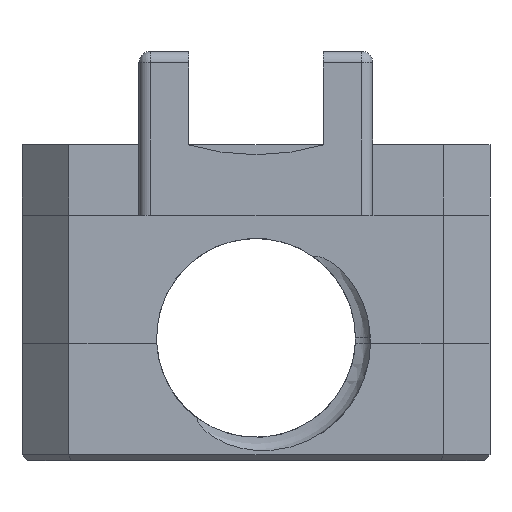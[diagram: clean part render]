
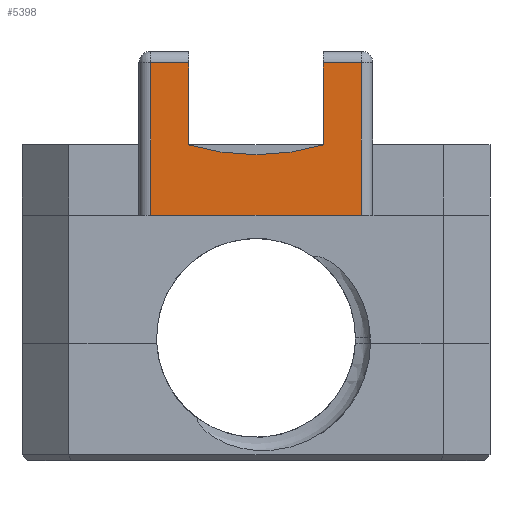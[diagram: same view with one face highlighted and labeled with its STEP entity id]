
A CAD part, front view. The second image highlights one B-rep face of the part: STEP entity #5398.
In plain terms, the highlighted planar face has unit normal (0, -1, 0).
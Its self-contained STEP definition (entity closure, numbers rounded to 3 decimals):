
#311 = PLANE('',#312);
#312 = AXIS2_PLACEMENT_3D('',#313,#314,#315);
#313 = CARTESIAN_POINT('',(0.,-35.,10.5));
#314 = DIRECTION('',(0.,0.,1.));
#315 = DIRECTION('',(0.,1.,0.));
#1619 = CYLINDRICAL_SURFACE('',#1620,1.);
#1620 = AXIS2_PLACEMENT_3D('',#1621,#1622,#1623);
#1621 = CARTESIAN_POINT('',(9.,-79.,23.5));
#1622 = DIRECTION('',(-0.,0.,-1.));
#1623 = DIRECTION('',(1.,0.,0.));
#1970 = CYLINDRICAL_SURFACE('',#1971,20.);
#1971 = AXIS2_PLACEMENT_3D('',#1972,#1973,#1974);
#1972 = CARTESIAN_POINT('',(0.,-80.,35.656));
#1973 = DIRECTION('',(0.,-1.,0.));
#1974 = DIRECTION('',(1.,0.,0.));
#2152 = VERTEX_POINT('',#2153);
#2153 = CARTESIAN_POINT('',(-9.,-80.,10.5));
#2168 = CYLINDRICAL_SURFACE('',#2169,1.);
#2169 = AXIS2_PLACEMENT_3D('',#2170,#2171,#2172);
#2170 = CARTESIAN_POINT('',(-9.,-79.,10.5));
#2171 = DIRECTION('',(0.,0.,1.));
#2172 = DIRECTION('',(-1.,0.,0.));
#2180 = EDGE_CURVE('',#2181,#2152,#2183,.T.);
#2181 = VERTEX_POINT('',#2182);
#2182 = CARTESIAN_POINT('',(9.,-80.,10.5));
#2183 = SURFACE_CURVE('',#2184,(#2188,#2195),.PCURVE_S1.);
#2184 = LINE('',#2185,#2186);
#2185 = CARTESIAN_POINT('',(10.,-80.,10.5));
#2186 = VECTOR('',#2187,1.);
#2187 = DIRECTION('',(-1.,0.,0.));
#2188 = PCURVE('',#311,#2189);
#2189 = DEFINITIONAL_REPRESENTATION('',(#2190),#2194);
#2190 = LINE('',#2191,#2192);
#2191 = CARTESIAN_POINT('',(-45.,-10.));
#2192 = VECTOR('',#2193,1.);
#2193 = DIRECTION('',(0.,1.));
#2194 = ( GEOMETRIC_REPRESENTATION_CONTEXT(2) 
PARAMETRIC_REPRESENTATION_CONTEXT() REPRESENTATION_CONTEXT('2D SPACE',''
  ) );
#2195 = PCURVE('',#2196,#2201);
#2196 = PLANE('',#2197);
#2197 = AXIS2_PLACEMENT_3D('',#2198,#2199,#2200);
#2198 = CARTESIAN_POINT('',(10.,-80.,10.5));
#2199 = DIRECTION('',(0.,-1.,0.));
#2200 = DIRECTION('',(-1.,0.,0.));
#2201 = DEFINITIONAL_REPRESENTATION('',(#2202),#2206);
#2202 = LINE('',#2203,#2204);
#2203 = CARTESIAN_POINT('',(0.,-0.));
#2204 = VECTOR('',#2205,1.);
#2205 = DIRECTION('',(1.,0.));
#2206 = ( GEOMETRIC_REPRESENTATION_CONTEXT(2) 
PARAMETRIC_REPRESENTATION_CONTEXT() REPRESENTATION_CONTEXT('2D SPACE',''
  ) );
#2483 = VERTEX_POINT('',#2484);
#2484 = CARTESIAN_POINT('',(9.,-80.,23.5));
#2509 = EDGE_CURVE('',#2483,#2181,#2510,.T.);
#2510 = SURFACE_CURVE('',#2511,(#2515,#2522),.PCURVE_S1.);
#2511 = LINE('',#2512,#2513);
#2512 = CARTESIAN_POINT('',(9.,-80.,23.5));
#2513 = VECTOR('',#2514,1.);
#2514 = DIRECTION('',(-0.,0.,-1.));
#2515 = PCURVE('',#1619,#2516);
#2516 = DEFINITIONAL_REPRESENTATION('',(#2517),#2521);
#2517 = LINE('',#2518,#2519);
#2518 = CARTESIAN_POINT('',(1.571,0.));
#2519 = VECTOR('',#2520,1.);
#2520 = DIRECTION('',(0.,1.));
#2521 = ( GEOMETRIC_REPRESENTATION_CONTEXT(2) 
PARAMETRIC_REPRESENTATION_CONTEXT() REPRESENTATION_CONTEXT('2D SPACE',''
  ) );
#2522 = PCURVE('',#2196,#2523);
#2523 = DEFINITIONAL_REPRESENTATION('',(#2524),#2528);
#2524 = LINE('',#2525,#2526);
#2525 = CARTESIAN_POINT('',(1.,-13.));
#2526 = VECTOR('',#2527,1.);
#2527 = DIRECTION('',(0.,1.));
#2528 = ( GEOMETRIC_REPRESENTATION_CONTEXT(2) 
PARAMETRIC_REPRESENTATION_CONTEXT() REPRESENTATION_CONTEXT('2D SPACE',''
  ) );
#4631 = EDGE_CURVE('',#4632,#4634,#4636,.T.);
#4632 = VERTEX_POINT('',#4633);
#4633 = CARTESIAN_POINT('',(-5.75,-80.,16.5));
#4634 = VERTEX_POINT('',#4635);
#4635 = CARTESIAN_POINT('',(5.75,-80.,16.5));
#4636 = SURFACE_CURVE('',#4637,(#4642,#4649),.PCURVE_S1.);
#4637 = CIRCLE('',#4638,20.);
#4638 = AXIS2_PLACEMENT_3D('',#4639,#4640,#4641);
#4639 = CARTESIAN_POINT('',(0.,-80.,35.656));
#4640 = DIRECTION('',(0.,-1.,0.));
#4641 = DIRECTION('',(1.,0.,0.));
#4642 = PCURVE('',#1970,#4643);
#4643 = DEFINITIONAL_REPRESENTATION('',(#4644),#4648);
#4644 = LINE('',#4645,#4646);
#4645 = CARTESIAN_POINT('',(0.,0.));
#4646 = VECTOR('',#4647,1.);
#4647 = DIRECTION('',(1.,0.));
#4648 = ( GEOMETRIC_REPRESENTATION_CONTEXT(2) 
PARAMETRIC_REPRESENTATION_CONTEXT() REPRESENTATION_CONTEXT('2D SPACE',''
  ) );
#4649 = PCURVE('',#2196,#4650);
#4650 = DEFINITIONAL_REPRESENTATION('',(#4651),#4655);
#4651 = CIRCLE('',#4652,20.);
#4652 = AXIS2_PLACEMENT_2D('',#4653,#4654);
#4653 = CARTESIAN_POINT('',(10.,-25.156));
#4654 = DIRECTION('',(-1.,-0.));
#4655 = ( GEOMETRIC_REPRESENTATION_CONTEXT(2) 
PARAMETRIC_REPRESENTATION_CONTEXT() REPRESENTATION_CONTEXT('2D SPACE',''
  ) );
#4673 = PLANE('',#4674);
#4674 = AXIS2_PLACEMENT_3D('',#4675,#4676,#4677);
#4675 = CARTESIAN_POINT('',(-5.75,-80.,16.5));
#4676 = DIRECTION('',(1.,0.,0.));
#4677 = DIRECTION('',(0.,0.,1.));
#5251 = PLANE('',#5252);
#5252 = AXIS2_PLACEMENT_3D('',#5253,#5254,#5255);
#5253 = CARTESIAN_POINT('',(5.75,-80.,16.5));
#5254 = DIRECTION('',(1.,0.,0.));
#5255 = DIRECTION('',(0.,0.,1.));
#5398 = ADVANCED_FACE('',(#5399),#2196,.T.);
#5399 = FACE_BOUND('',#5400,.T.);
#5400 = EDGE_LOOP('',(#5401,#5431,#5452,#5453,#5454,#5482,#5503,#5504));
#5401 = ORIENTED_EDGE('',*,*,#5402,.T.);
#5402 = EDGE_CURVE('',#5403,#5405,#5407,.T.);
#5403 = VERTEX_POINT('',#5404);
#5404 = CARTESIAN_POINT('',(-5.75,-80.,23.5));
#5405 = VERTEX_POINT('',#5406);
#5406 = CARTESIAN_POINT('',(-9.,-80.,23.5));
#5407 = SURFACE_CURVE('',#5408,(#5412,#5419),.PCURVE_S1.);
#5408 = LINE('',#5409,#5410);
#5409 = CARTESIAN_POINT('',(-5.75,-80.,23.5));
#5410 = VECTOR('',#5411,1.);
#5411 = DIRECTION('',(-1.,0.,0.));
#5412 = PCURVE('',#2196,#5413);
#5413 = DEFINITIONAL_REPRESENTATION('',(#5414),#5418);
#5414 = LINE('',#5415,#5416);
#5415 = CARTESIAN_POINT('',(15.75,-13.));
#5416 = VECTOR('',#5417,1.);
#5417 = DIRECTION('',(1.,0.));
#5418 = ( GEOMETRIC_REPRESENTATION_CONTEXT(2) 
PARAMETRIC_REPRESENTATION_CONTEXT() REPRESENTATION_CONTEXT('2D SPACE',''
  ) );
#5419 = PCURVE('',#5420,#5425);
#5420 = CYLINDRICAL_SURFACE('',#5421,1.);
#5421 = AXIS2_PLACEMENT_3D('',#5422,#5423,#5424);
#5422 = CARTESIAN_POINT('',(-5.75,-79.,23.5));
#5423 = DIRECTION('',(-1.,0.,0.));
#5424 = DIRECTION('',(0.,-1.,0.));
#5425 = DEFINITIONAL_REPRESENTATION('',(#5426),#5430);
#5426 = LINE('',#5427,#5428);
#5427 = CARTESIAN_POINT('',(0.,0.));
#5428 = VECTOR('',#5429,1.);
#5429 = DIRECTION('',(0.,1.));
#5430 = ( GEOMETRIC_REPRESENTATION_CONTEXT(2) 
PARAMETRIC_REPRESENTATION_CONTEXT() REPRESENTATION_CONTEXT('2D SPACE',''
  ) );
#5431 = ORIENTED_EDGE('',*,*,#5432,.F.);
#5432 = EDGE_CURVE('',#2152,#5405,#5433,.T.);
#5433 = SURFACE_CURVE('',#5434,(#5438,#5445),.PCURVE_S1.);
#5434 = LINE('',#5435,#5436);
#5435 = CARTESIAN_POINT('',(-9.,-80.,10.5));
#5436 = VECTOR('',#5437,1.);
#5437 = DIRECTION('',(0.,0.,1.));
#5438 = PCURVE('',#2196,#5439);
#5439 = DEFINITIONAL_REPRESENTATION('',(#5440),#5444);
#5440 = LINE('',#5441,#5442);
#5441 = CARTESIAN_POINT('',(19.,0.));
#5442 = VECTOR('',#5443,1.);
#5443 = DIRECTION('',(0.,-1.));
#5444 = ( GEOMETRIC_REPRESENTATION_CONTEXT(2) 
PARAMETRIC_REPRESENTATION_CONTEXT() REPRESENTATION_CONTEXT('2D SPACE',''
  ) );
#5445 = PCURVE('',#2168,#5446);
#5446 = DEFINITIONAL_REPRESENTATION('',(#5447),#5451);
#5447 = LINE('',#5448,#5449);
#5448 = CARTESIAN_POINT('',(1.571,0.));
#5449 = VECTOR('',#5450,1.);
#5450 = DIRECTION('',(0.,1.));
#5451 = ( GEOMETRIC_REPRESENTATION_CONTEXT(2) 
PARAMETRIC_REPRESENTATION_CONTEXT() REPRESENTATION_CONTEXT('2D SPACE',''
  ) );
#5452 = ORIENTED_EDGE('',*,*,#2180,.F.);
#5453 = ORIENTED_EDGE('',*,*,#2509,.F.);
#5454 = ORIENTED_EDGE('',*,*,#5455,.T.);
#5455 = EDGE_CURVE('',#2483,#5456,#5458,.T.);
#5456 = VERTEX_POINT('',#5457);
#5457 = CARTESIAN_POINT('',(5.75,-80.,23.5));
#5458 = SURFACE_CURVE('',#5459,(#5463,#5470),.PCURVE_S1.);
#5459 = LINE('',#5460,#5461);
#5460 = CARTESIAN_POINT('',(10.,-80.,23.5));
#5461 = VECTOR('',#5462,1.);
#5462 = DIRECTION('',(-1.,0.,0.));
#5463 = PCURVE('',#2196,#5464);
#5464 = DEFINITIONAL_REPRESENTATION('',(#5465),#5469);
#5465 = LINE('',#5466,#5467);
#5466 = CARTESIAN_POINT('',(0.,-13.));
#5467 = VECTOR('',#5468,1.);
#5468 = DIRECTION('',(1.,0.));
#5469 = ( GEOMETRIC_REPRESENTATION_CONTEXT(2) 
PARAMETRIC_REPRESENTATION_CONTEXT() REPRESENTATION_CONTEXT('2D SPACE',''
  ) );
#5470 = PCURVE('',#5471,#5476);
#5471 = CYLINDRICAL_SURFACE('',#5472,1.);
#5472 = AXIS2_PLACEMENT_3D('',#5473,#5474,#5475);
#5473 = CARTESIAN_POINT('',(10.,-79.,23.5));
#5474 = DIRECTION('',(-1.,0.,0.));
#5475 = DIRECTION('',(0.,-1.,0.));
#5476 = DEFINITIONAL_REPRESENTATION('',(#5477),#5481);
#5477 = LINE('',#5478,#5479);
#5478 = CARTESIAN_POINT('',(0.,0.));
#5479 = VECTOR('',#5480,1.);
#5480 = DIRECTION('',(0.,1.));
#5481 = ( GEOMETRIC_REPRESENTATION_CONTEXT(2) 
PARAMETRIC_REPRESENTATION_CONTEXT() REPRESENTATION_CONTEXT('2D SPACE',''
  ) );
#5482 = ORIENTED_EDGE('',*,*,#5483,.F.);
#5483 = EDGE_CURVE('',#4634,#5456,#5484,.T.);
#5484 = SURFACE_CURVE('',#5485,(#5489,#5496),.PCURVE_S1.);
#5485 = LINE('',#5486,#5487);
#5486 = CARTESIAN_POINT('',(5.75,-80.,16.5));
#5487 = VECTOR('',#5488,1.);
#5488 = DIRECTION('',(0.,0.,1.));
#5489 = PCURVE('',#2196,#5490);
#5490 = DEFINITIONAL_REPRESENTATION('',(#5491),#5495);
#5491 = LINE('',#5492,#5493);
#5492 = CARTESIAN_POINT('',(4.25,-6.));
#5493 = VECTOR('',#5494,1.);
#5494 = DIRECTION('',(0.,-1.));
#5495 = ( GEOMETRIC_REPRESENTATION_CONTEXT(2) 
PARAMETRIC_REPRESENTATION_CONTEXT() REPRESENTATION_CONTEXT('2D SPACE',''
  ) );
#5496 = PCURVE('',#5251,#5497);
#5497 = DEFINITIONAL_REPRESENTATION('',(#5498),#5502);
#5498 = LINE('',#5499,#5500);
#5499 = CARTESIAN_POINT('',(0.,0.));
#5500 = VECTOR('',#5501,1.);
#5501 = DIRECTION('',(1.,0.));
#5502 = ( GEOMETRIC_REPRESENTATION_CONTEXT(2) 
PARAMETRIC_REPRESENTATION_CONTEXT() REPRESENTATION_CONTEXT('2D SPACE',''
  ) );
#5503 = ORIENTED_EDGE('',*,*,#4631,.F.);
#5504 = ORIENTED_EDGE('',*,*,#5505,.T.);
#5505 = EDGE_CURVE('',#4632,#5403,#5506,.T.);
#5506 = SURFACE_CURVE('',#5507,(#5511,#5518),.PCURVE_S1.);
#5507 = LINE('',#5508,#5509);
#5508 = CARTESIAN_POINT('',(-5.75,-80.,16.5));
#5509 = VECTOR('',#5510,1.);
#5510 = DIRECTION('',(0.,0.,1.));
#5511 = PCURVE('',#2196,#5512);
#5512 = DEFINITIONAL_REPRESENTATION('',(#5513),#5517);
#5513 = LINE('',#5514,#5515);
#5514 = CARTESIAN_POINT('',(15.75,-6.));
#5515 = VECTOR('',#5516,1.);
#5516 = DIRECTION('',(0.,-1.));
#5517 = ( GEOMETRIC_REPRESENTATION_CONTEXT(2) 
PARAMETRIC_REPRESENTATION_CONTEXT() REPRESENTATION_CONTEXT('2D SPACE',''
  ) );
#5518 = PCURVE('',#4673,#5519);
#5519 = DEFINITIONAL_REPRESENTATION('',(#5520),#5524);
#5520 = LINE('',#5521,#5522);
#5521 = CARTESIAN_POINT('',(0.,0.));
#5522 = VECTOR('',#5523,1.);
#5523 = DIRECTION('',(1.,0.));
#5524 = ( GEOMETRIC_REPRESENTATION_CONTEXT(2) 
PARAMETRIC_REPRESENTATION_CONTEXT() REPRESENTATION_CONTEXT('2D SPACE',''
  ) );
